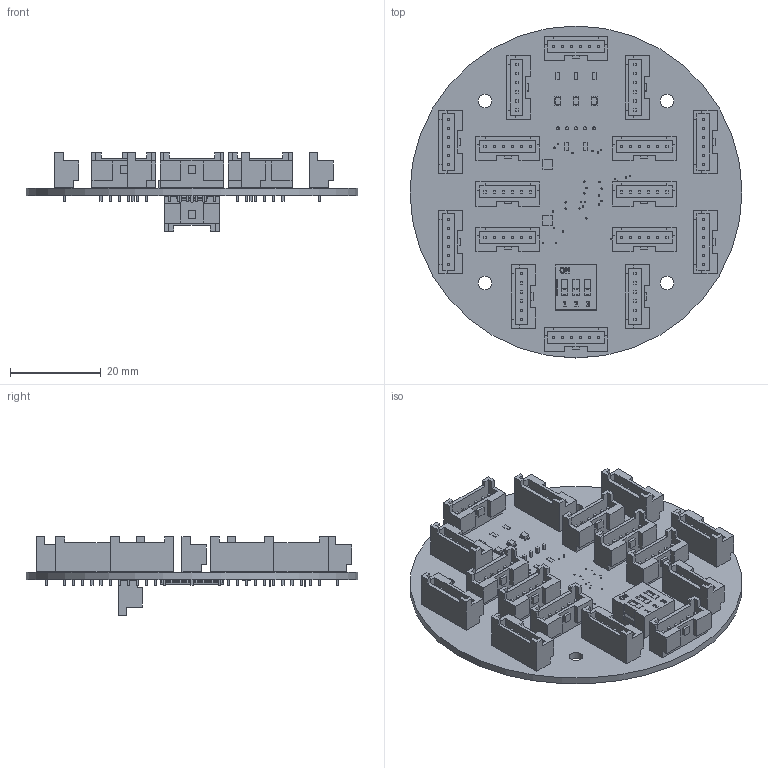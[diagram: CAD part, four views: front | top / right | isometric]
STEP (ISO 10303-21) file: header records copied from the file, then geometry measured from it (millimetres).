
FILE_DESCRIPTION(/* description */ (''),/* implementation_level */ '2;1');
FILE_NAME(/* name */ '29596a03-ccce-4bcf-bffb-9295bb96bc98.stp',/* time_stamp */ '2019-09-16T23:28:30+00:00',/* author */ (''),/* organization */ (''),/* preprocessor_version */ 'ST-DEVELOPER v18',/* originating_system */ 'Autodesk Translation Framework v8.6.0.1094',/* authorisation */ '');
FILE_SCHEMA (('AUTOMOTIVE_DESIGN { 1 0 10303 214 3 1 1 }'));
Length unit declared in the file: millimetre
Products named in the file (10): 29596a03-ccce-4bcf-bffb-9295bb96bc98; PCB Component; Board; CHIPLED_0805; 10k; JST6; PCA9698DGG,518; JST5; EDG-03; TPPAD1-13
Assembly tree (34 placements, depth 3):
  29596a03-ccce-4bcf-bffb-9295bb96bc98
    PCB Component
      Board
      CHIPLED_0805  x3
      10k  x8
      JST6  x16
      PCA9698DGG,518
      JST5
      EDG-03
      TPPAD1-13  x2
Bounding box: 73 x 73 x 17.27 mm (x, y, z)
Volume: 11798.5 mm3; surface area: 20174.5 mm2
Topology: 33 solids, 33 shells, 2785 faces, 7193 edges, 4712 vertices
Faces by surface type: plane 2353, cylinder 387, bspline 45
Full cylindrical faces by diameter (mm): 0.3 x36, 0.472 x1, 0.7 x101, 0.813 x6, 1.321 x2, 3 x4, 73 x1
Entity records: 43631 total; most frequent: CARTESIAN_POINT 8074, ORIENTED_EDGE 7246, DIRECTION 6993, EDGE_CURVE 3623, LINE 2767, VECTOR 2767, VERTEX_POINT 2332, AXIS2_PLACEMENT_3D 2113
